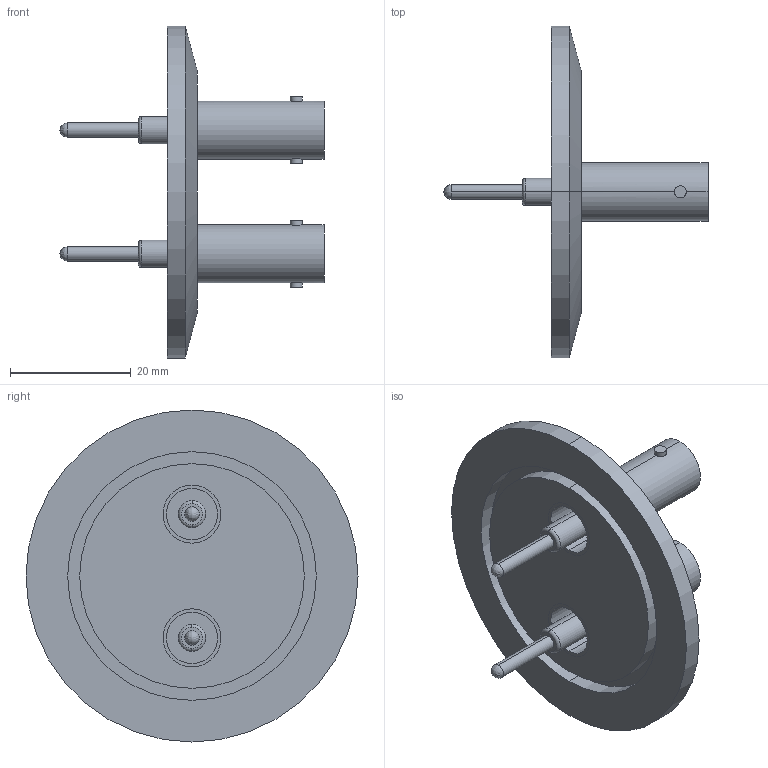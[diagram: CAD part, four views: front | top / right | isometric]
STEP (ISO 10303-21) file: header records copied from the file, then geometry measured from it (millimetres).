
FILE_DESCRIPTION (( 'STEP AP214' ), '1' );
FILE_NAME ('242-BNC50-K40-2.step', '2025-02-18T20:44:34', ( '' ), ( '' ), 'SwSTEP 2.0', 'SolidWorks 2022', '' );
FILE_SCHEMA (( 'AUTOMOTIVE_DESIGN' ));
Length unit declared in the file: millimetre
Products named in the file (3): 242-BNC50-I; 242-BNC50-K40-2; 9431-KF40-9.6-2_DN40 KF
Assembly tree (3 placements, depth 2):
  242-BNC50-K40-2
    9431-KF40-9.6-2_DN40 KF
    242-BNC50-I  x2
Bounding box: 43.75 x 55 x 55 mm (x, y, z)
Volume: 9366.6 mm3; surface area: 9540.7 mm2
Topology: 1 solids, 5 shells, 88 faces, 186 edges, 114 vertices
Faces by surface type: cylinder 50, plane 24, torus 8, bspline 4, cone 2
Entity records: 1603 total; most frequent: CARTESIAN_POINT 331, DIRECTION 284, ORIENTED_EDGE 210, AXIS2_PLACEMENT_3D 125, EDGE_CURVE 106, VERTEX_POINT 68, CIRCLE 68, EDGE_LOOP 65
